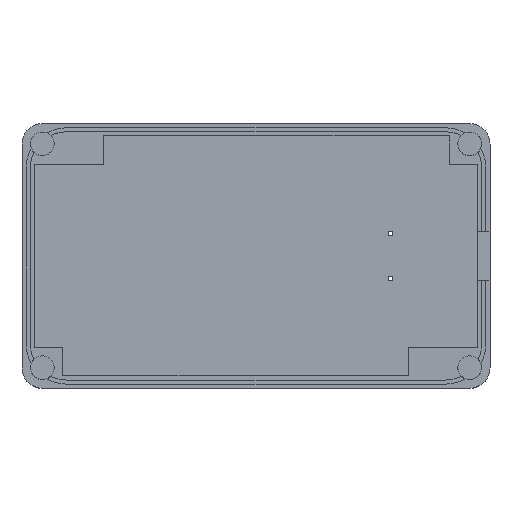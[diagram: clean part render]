
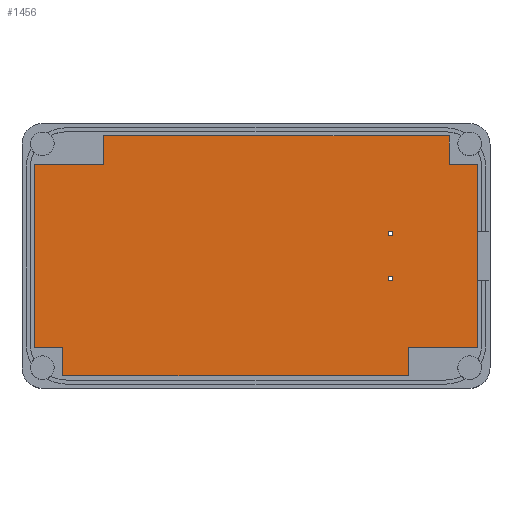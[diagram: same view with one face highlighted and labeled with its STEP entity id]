
A CAD part, top view. The second image highlights one B-rep face of the part: STEP entity #1456.
In plain terms, the highlighted planar face has unit normal (0, 0, 1).
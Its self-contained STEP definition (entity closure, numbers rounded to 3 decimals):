
#591 = VERTEX_POINT('',#592);
#592 = CARTESIAN_POINT('',(-94.,-5.,2.));
#600 = VERTEX_POINT('',#601);
#601 = CARTESIAN_POINT('',(-94.,-6.,2.));
#607 = EDGE_CURVE('',#591,#600,#608,.T.);
#608 = LINE('',#609,#610);
#609 = CARTESIAN_POINT('',(-94.,-5.,2.));
#610 = VECTOR('',#611,1.);
#611 = DIRECTION('',(0.,-1.,0.));
#622 = VERTEX_POINT('',#623);
#623 = CARTESIAN_POINT('',(-95.,-5.,2.));
#631 = EDGE_CURVE('',#622,#591,#632,.T.);
#632 = LINE('',#633,#634);
#633 = CARTESIAN_POINT('',(-95.,-5.,2.));
#634 = VECTOR('',#635,1.);
#635 = DIRECTION('',(1.,0.,0.));
#646 = VERTEX_POINT('',#647);
#647 = CARTESIAN_POINT('',(-95.,-6.,2.));
#655 = EDGE_CURVE('',#646,#622,#656,.T.);
#656 = LINE('',#657,#658);
#657 = CARTESIAN_POINT('',(-95.,-6.,2.));
#658 = VECTOR('',#659,1.);
#659 = DIRECTION('',(0.,1.,0.));
#672 = EDGE_CURVE('',#600,#646,#673,.T.);
#673 = LINE('',#674,#675);
#674 = CARTESIAN_POINT('',(-94.,-6.,2.));
#675 = VECTOR('',#676,1.);
#676 = DIRECTION('',(-1.,0.,0.));
#687 = VERTEX_POINT('',#688);
#688 = CARTESIAN_POINT('',(-94.,5.,2.));
#696 = VERTEX_POINT('',#697);
#697 = CARTESIAN_POINT('',(-94.,6.,2.));
#703 = EDGE_CURVE('',#687,#696,#704,.T.);
#704 = LINE('',#705,#706);
#705 = CARTESIAN_POINT('',(-94.,5.,2.));
#706 = VECTOR('',#707,1.);
#707 = DIRECTION('',(0.,1.,0.));
#720 = VERTEX_POINT('',#721);
#721 = CARTESIAN_POINT('',(-95.,6.,2.));
#727 = EDGE_CURVE('',#696,#720,#728,.T.);
#728 = LINE('',#729,#730);
#729 = CARTESIAN_POINT('',(-94.,6.,2.));
#730 = VECTOR('',#731,1.);
#731 = DIRECTION('',(-1.,0.,0.));
#744 = VERTEX_POINT('',#745);
#745 = CARTESIAN_POINT('',(-95.,5.,2.));
#751 = EDGE_CURVE('',#720,#744,#752,.T.);
#752 = LINE('',#753,#754);
#753 = CARTESIAN_POINT('',(-95.,6.,2.));
#754 = VECTOR('',#755,1.);
#755 = DIRECTION('',(0.,-1.,0.));
#768 = EDGE_CURVE('',#744,#687,#769,.T.);
#769 = LINE('',#770,#771);
#770 = CARTESIAN_POINT('',(-95.,5.,2.));
#771 = VECTOR('',#772,1.);
#772 = DIRECTION('',(1.,0.,0.));
#1456 = ADVANCED_FACE('',(#1457,#1555,#1561),#1567,.T.);
#1457 = FACE_BOUND('',#1458,.T.);
#1458 = EDGE_LOOP('',(#1459,#1469,#1477,#1485,#1493,#1501,#1509,#1517,
    #1525,#1533,#1541,#1549));
#1459 = ORIENTED_EDGE('',*,*,#1460,.F.);
#1460 = EDGE_CURVE('',#1461,#1463,#1465,.T.);
#1461 = VERTEX_POINT('',#1462);
#1462 = CARTESIAN_POINT('',(-73.,22.5,2.));
#1463 = VERTEX_POINT('',#1464);
#1464 = CARTESIAN_POINT('',(-73.,-22.5,2.));
#1465 = LINE('',#1466,#1467);
#1466 = CARTESIAN_POINT('',(-73.,22.5,2.));
#1467 = VECTOR('',#1468,1.);
#1468 = DIRECTION('',(0.,-1.,0.));
#1469 = ORIENTED_EDGE('',*,*,#1470,.T.);
#1470 = EDGE_CURVE('',#1461,#1471,#1473,.T.);
#1471 = VERTEX_POINT('',#1472);
#1472 = CARTESIAN_POINT('',(-80.,22.5,2.));
#1473 = LINE('',#1474,#1475);
#1474 = CARTESIAN_POINT('',(-73.,22.5,2.));
#1475 = VECTOR('',#1476,1.);
#1476 = DIRECTION('',(-1.,0.,0.));
#1477 = ORIENTED_EDGE('',*,*,#1478,.T.);
#1478 = EDGE_CURVE('',#1471,#1479,#1481,.T.);
#1479 = VERTEX_POINT('',#1480);
#1480 = CARTESIAN_POINT('',(-80.,29.5,2.));
#1481 = LINE('',#1482,#1483);
#1482 = CARTESIAN_POINT('',(-80.,22.5,2.));
#1483 = VECTOR('',#1484,1.);
#1484 = DIRECTION('',(0.,1.,0.));
#1485 = ORIENTED_EDGE('',*,*,#1486,.T.);
#1486 = EDGE_CURVE('',#1479,#1487,#1489,.T.);
#1487 = VERTEX_POINT('',#1488);
#1488 = CARTESIAN_POINT('',(-165.,29.5,2.));
#1489 = LINE('',#1490,#1491);
#1490 = CARTESIAN_POINT('',(-80.,29.5,2.));
#1491 = VECTOR('',#1492,1.);
#1492 = DIRECTION('',(-1.,0.,0.));
#1493 = ORIENTED_EDGE('',*,*,#1494,.T.);
#1494 = EDGE_CURVE('',#1487,#1495,#1497,.T.);
#1495 = VERTEX_POINT('',#1496);
#1496 = CARTESIAN_POINT('',(-165.,22.5,2.));
#1497 = LINE('',#1498,#1499);
#1498 = CARTESIAN_POINT('',(-165.,29.5,2.));
#1499 = VECTOR('',#1500,1.);
#1500 = DIRECTION('',(0.,-1.,0.));
#1501 = ORIENTED_EDGE('',*,*,#1502,.T.);
#1502 = EDGE_CURVE('',#1495,#1503,#1505,.T.);
#1503 = VERTEX_POINT('',#1504);
#1504 = CARTESIAN_POINT('',(-182.,22.5,2.));
#1505 = LINE('',#1506,#1507);
#1506 = CARTESIAN_POINT('',(-165.,22.5,2.));
#1507 = VECTOR('',#1508,1.);
#1508 = DIRECTION('',(-1.,0.,0.));
#1509 = ORIENTED_EDGE('',*,*,#1510,.T.);
#1510 = EDGE_CURVE('',#1503,#1511,#1513,.T.);
#1511 = VERTEX_POINT('',#1512);
#1512 = CARTESIAN_POINT('',(-182.,-22.5,2.));
#1513 = LINE('',#1514,#1515);
#1514 = CARTESIAN_POINT('',(-182.,22.5,2.));
#1515 = VECTOR('',#1516,1.);
#1516 = DIRECTION('',(0.,-1.,0.));
#1517 = ORIENTED_EDGE('',*,*,#1518,.T.);
#1518 = EDGE_CURVE('',#1511,#1519,#1521,.T.);
#1519 = VERTEX_POINT('',#1520);
#1520 = CARTESIAN_POINT('',(-175.,-22.5,2.));
#1521 = LINE('',#1522,#1523);
#1522 = CARTESIAN_POINT('',(-182.,-22.5,2.));
#1523 = VECTOR('',#1524,1.);
#1524 = DIRECTION('',(1.,0.,0.));
#1525 = ORIENTED_EDGE('',*,*,#1526,.T.);
#1526 = EDGE_CURVE('',#1519,#1527,#1529,.T.);
#1527 = VERTEX_POINT('',#1528);
#1528 = CARTESIAN_POINT('',(-175.,-29.5,2.));
#1529 = LINE('',#1530,#1531);
#1530 = CARTESIAN_POINT('',(-175.,-22.5,2.));
#1531 = VECTOR('',#1532,1.);
#1532 = DIRECTION('',(0.,-1.,0.));
#1533 = ORIENTED_EDGE('',*,*,#1534,.T.);
#1534 = EDGE_CURVE('',#1527,#1535,#1537,.T.);
#1535 = VERTEX_POINT('',#1536);
#1536 = CARTESIAN_POINT('',(-90.,-29.5,2.));
#1537 = LINE('',#1538,#1539);
#1538 = CARTESIAN_POINT('',(-175.,-29.5,2.));
#1539 = VECTOR('',#1540,1.);
#1540 = DIRECTION('',(1.,0.,0.));
#1541 = ORIENTED_EDGE('',*,*,#1542,.T.);
#1542 = EDGE_CURVE('',#1535,#1543,#1545,.T.);
#1543 = VERTEX_POINT('',#1544);
#1544 = CARTESIAN_POINT('',(-90.,-22.5,2.));
#1545 = LINE('',#1546,#1547);
#1546 = CARTESIAN_POINT('',(-90.,-29.5,2.));
#1547 = VECTOR('',#1548,1.);
#1548 = DIRECTION('',(0.,1.,0.));
#1549 = ORIENTED_EDGE('',*,*,#1550,.T.);
#1550 = EDGE_CURVE('',#1543,#1463,#1551,.T.);
#1551 = LINE('',#1552,#1553);
#1552 = CARTESIAN_POINT('',(-90.,-22.5,2.));
#1553 = VECTOR('',#1554,1.);
#1554 = DIRECTION('',(1.,0.,0.));
#1555 = FACE_BOUND('',#1556,.T.);
#1556 = EDGE_LOOP('',(#1557,#1558,#1559,#1560));
#1557 = ORIENTED_EDGE('',*,*,#607,.T.);
#1558 = ORIENTED_EDGE('',*,*,#672,.T.);
#1559 = ORIENTED_EDGE('',*,*,#655,.T.);
#1560 = ORIENTED_EDGE('',*,*,#631,.T.);
#1561 = FACE_BOUND('',#1562,.T.);
#1562 = EDGE_LOOP('',(#1563,#1564,#1565,#1566));
#1563 = ORIENTED_EDGE('',*,*,#703,.F.);
#1564 = ORIENTED_EDGE('',*,*,#768,.F.);
#1565 = ORIENTED_EDGE('',*,*,#751,.F.);
#1566 = ORIENTED_EDGE('',*,*,#727,.F.);
#1567 = PLANE('',#1568);
#1568 = AXIS2_PLACEMENT_3D('',#1569,#1570,#1571);
#1569 = CARTESIAN_POINT('',(-127.5,0.,2.));
#1570 = DIRECTION('',(0.,0.,1.));
#1571 = DIRECTION('',(1.,0.,0.));
